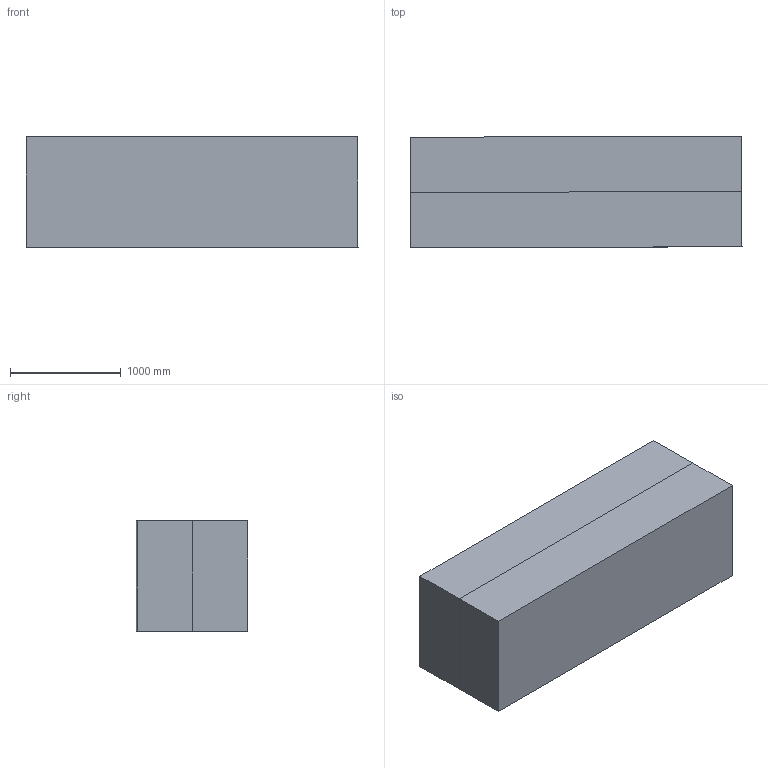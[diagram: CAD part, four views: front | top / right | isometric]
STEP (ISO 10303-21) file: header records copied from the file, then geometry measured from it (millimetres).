
FILE_DESCRIPTION (( 'STEP AP214' ), '1' );
FILE_NAME ('dumbBoat.STEP', '2019-02-13T03:25:59', ( '' ), ( '' ), 'SwSTEP 2.0', 'SolidWorks 2018', '' );
FILE_SCHEMA (( 'AUTOMOTIVE_DESIGN' ));
Length unit declared in the file: inch
Products named in the file (3): dumbBoat; TestBlock
Assembly tree (3 placements, depth 2):
  dumbBoat
    TestBlock  x2
    dumbBoat
Bounding box: 3003.28 x 1010.94 x 1001.59 mm (x, y, z)
Volume: 3008047321.5 mm3; surface area: 20299190.5 mm2
Topology: 3 solids, 3 shells, 14 faces, 26 edges, 18 vertices
Faces by surface type: plane 13, bspline 1
Entity records: 557 total; most frequent: CARTESIAN_POINT 276, DIRECTION 38, ORIENTED_EDGE 28, EDGE_CURVE 14, AXIS2_PLACEMENT_3D 13, VECTOR 12, LINE 12, VERTEX_POINT 10
